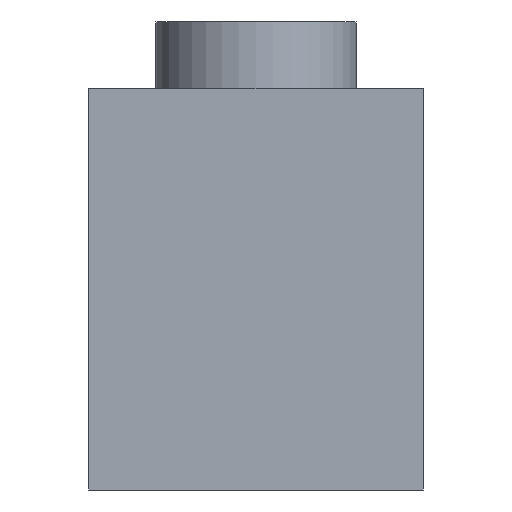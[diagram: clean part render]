
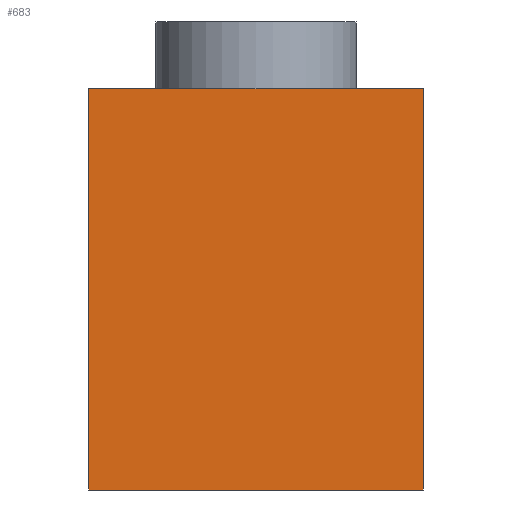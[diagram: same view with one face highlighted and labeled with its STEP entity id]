
A CAD part, front view. The second image highlights one B-rep face of the part: STEP entity #683.
In plain terms, the highlighted planar face has unit normal (0, -1, 0).
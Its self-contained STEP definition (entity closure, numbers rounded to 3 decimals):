
#555=CARTESIAN_POINT('POINT35',(5.,0.,6.));
#556=VERTEX_POINT('VERTEX35',#555);
#573=CARTESIAN_POINT('POINT38',(0.,0.,6.));
#574=VERTEX_POINT('VERTEX38',#573);
#581=CARTESIAN_POINT('POS59',(2.5,0.,6.));
#582=DIRECTION('DIR87',(1.,0.,0.));
#583=VECTOR('VEC31',#582,1.);
#584=LINE('STRAIGHT31',#581,#583);
#585=EDGE_CURVE('EDGE57',#574,#556,#584,.T.);
#631=CARTESIAN_POINT('POINT41',(5.,0.,0.));
#632=VERTEX_POINT('VERTEX41',#631);
#639=CARTESIAN_POINT('POINT42',(0.,0.,0.));
#640=VERTEX_POINT('VERTEX42',#639);
#641=CARTESIAN_POINT('POS65',(2.5,0.,0.));
#642=DIRECTION('DIR94',(-1.,0.,0.));
#643=VECTOR('VEC36',#642,1.);
#644=LINE('STRAIGHT36',#641,#643);
#645=EDGE_CURVE('EDGE62',#632,#640,#644,.T.);
#662=CARTESIAN_POINT('POS68',(0.,0.,3.));
#663=DIRECTION('DIR98',(0.,0.,-1.));
#664=VECTOR('VEC38',#663,1.);
#665=LINE('STRAIGHT38',#662,#664);
#666=EDGE_CURVE('EDGE64',#574,#640,#665,.T.);
#667=ORIENTED_EDGE('COEDGE121',*,*,#666,.T.);
#668=ORIENTED_EDGE('COEDGE122',*,*,#645,.F.);
#669=CARTESIAN_POINT('POS69',(5.,0.,3.));
#670=DIRECTION('DIR99',(0.,0.,-1.));
#671=VECTOR('VEC39',#670,1.);
#672=LINE('STRAIGHT39',#669,#671);
#673=EDGE_CURVE('EDGE65',#556,#632,#672,.T.);
#674=ORIENTED_EDGE('COEDGE123',*,*,#673,.F.);
#675=ORIENTED_EDGE('COEDGE124',*,*,#585,.F.);
#676=EDGE_LOOP('NONE',(#667,#668,#674,#675));
#677=FACE_BOUND('LOOP1',#676,.T.);
#678=CARTESIAN_POINT('POS70',(2.5,0.,3.));
#679=DIRECTION('DIR100',(0.,1.,0.));
#680=DIRECTION('DIR101',(1.,0.,0.));
#681=AXIS2_PLACEMENT_3D('AXIS31',#678,#679,#680);
#682=PLANE('PLANE13',#681);
#683=ADVANCED_FACE('FACE29',(#677),#682,.F.);
